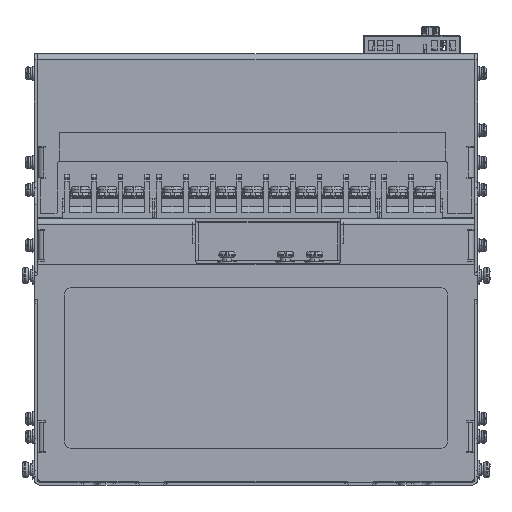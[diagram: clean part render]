
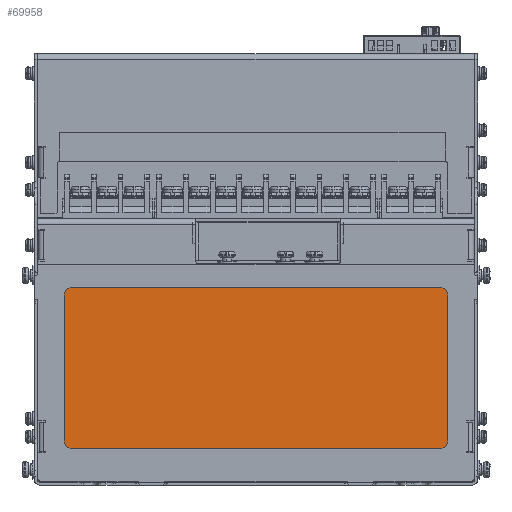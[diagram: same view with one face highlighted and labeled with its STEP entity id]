
A CAD part, front view. The second image highlights one B-rep face of the part: STEP entity #69958.
In plain terms, the highlighted planar face has unit normal (0, -1, 0).
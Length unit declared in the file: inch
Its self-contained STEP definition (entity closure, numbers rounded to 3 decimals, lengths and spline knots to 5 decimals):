
#2534 = DIRECTION ( 'NONE',  ( 1., 0., 0. ) ) ;
#5435 = DIRECTION ( 'NONE',  ( 0., -1., 0. ) ) ;
#8173 = CARTESIAN_POINT ( 'NONE',  ( -2.99213, -5.12498, 3.0315 ) ) ;
#9813 = VERTEX_POINT ( 'NONE', #114839 ) ;
#11260 = VERTEX_POINT ( 'NONE', #145085 ) ;
#13232 = FACE_OUTER_BOUND ( 'NONE', #158918, .T. ) ;
#15588 = CIRCLE ( 'NONE', #60523, 0.11811 ) ;
#27291 = VERTEX_POINT ( 'NONE', #93640 ) ;
#28922 = EDGE_CURVE ( 'NONE', #9813, #126433, #15588, .T. ) ;
#33453 = LINE ( 'NONE', #92457, #151017 ) ;
#35621 = CARTESIAN_POINT ( 'NONE',  ( 3.11024, -5.12498, 4.27165 ) ) ;
#35879 = ORIENTED_EDGE ( 'NONE', *, *, #94085, .T. ) ;
#36544 = LINE ( 'NONE', #35621, #91514 ) ;
#39360 = CARTESIAN_POINT ( 'NONE',  ( -2.99213, -5.12498, 0.55118 ) ) ;
#47893 = AXIS2_PLACEMENT_3D ( 'NONE', #54487, #183854, #168868 ) ;
#48407 = CIRCLE ( 'NONE', #75419, 0.11811 ) ;
#54487 = CARTESIAN_POINT ( 'NONE',  ( 2.99213, -5.12498, 0.66929 ) ) ;
#56520 = AXIS2_PLACEMENT_3D ( 'NONE', #8173, #123443, #180652 ) ;
#56579 = ORIENTED_EDGE ( 'NONE', *, *, #63421, .T. ) ;
#58455 = AXIS2_PLACEMENT_3D ( 'NONE', #185107, #72545, #131619 ) ;
#60523 = AXIS2_PLACEMENT_3D ( 'NONE', #62337, #93231, #164500 ) ;
#61306 = VERTEX_POINT ( 'NONE', #88546 ) ;
#62337 = CARTESIAN_POINT ( 'NONE',  ( 2.99213, -5.12498, 0.66929 ) ) ;
#63421 = EDGE_CURVE ( 'NONE', #97368, #27291, #74436, .T. ) ;
#64402 = ORIENTED_EDGE ( 'NONE', *, *, #161760, .F. ) ;
#69958 = ADVANCED_FACE ( 'NONE', ( #13232 ), #126647, .T. ) ;
#71983 = VERTEX_POINT ( 'NONE', #39360 ) ;
#72545 = DIRECTION ( 'NONE',  ( 0., -1., 0. ) ) ;
#74436 = CIRCLE ( 'NONE', #56520, 0.11811 ) ;
#75154 = EDGE_CURVE ( 'NONE', #61306, #124012, #48407, .T. ) ;
#75419 = AXIS2_PLACEMENT_3D ( 'NONE', #93488, #5435, #105677 ) ;
#78302 = ORIENTED_EDGE ( 'NONE', *, *, #75154, .T. ) ;
#78767 = ORIENTED_EDGE ( 'NONE', *, *, #135970, .T. ) ;
#88546 = CARTESIAN_POINT ( 'NONE',  ( 3.11024, -5.12498, 3.0315 ) ) ;
#88913 = ORIENTED_EDGE ( 'NONE', *, *, #152352, .T. ) ;
#91514 = VECTOR ( 'NONE', #149968, 39.37008 ) ;
#92457 = CARTESIAN_POINT ( 'NONE',  ( -3.53543, -5.12498, 0.55118 ) ) ;
#93231 = DIRECTION ( 'NONE',  ( 0., -1., 0. ) ) ;
#93488 = CARTESIAN_POINT ( 'NONE',  ( 2.99213, -5.12498, 3.0315 ) ) ;
#93640 = CARTESIAN_POINT ( 'NONE',  ( -3.11024, -5.12498, 3.0315 ) ) ;
#94085 = EDGE_CURVE ( 'NONE', #27291, #11260, #171108, .T. ) ;
#97094 = DIRECTION ( 'NONE',  ( 0., 0., -1. ) ) ;
#97368 = VERTEX_POINT ( 'NONE', #181591 ) ;
#98479 = LINE ( 'NONE', #158409, #103145 ) ;
#102943 = ORIENTED_EDGE ( 'NONE', *, *, #28922, .T. ) ;
#103145 = VECTOR ( 'NONE', #142538, 39.37008 ) ;
#103699 = ORIENTED_EDGE ( 'NONE', *, *, #182153, .T. ) ;
#105677 = DIRECTION ( 'NONE',  ( 0., 0., -1. ) ) ;
#106104 = VECTOR ( 'NONE', #97094, 39.37008 ) ;
#106330 = CARTESIAN_POINT ( 'NONE',  ( 3.11024, -5.12498, 0.66929 ) ) ;
#114839 = CARTESIAN_POINT ( 'NONE',  ( 2.99213, -5.12498, 0.55118 ) ) ;
#123443 = DIRECTION ( 'NONE',  ( 0., -1., 0. ) ) ;
#124012 = VERTEX_POINT ( 'NONE', #169177 ) ;
#126433 = VERTEX_POINT ( 'NONE', #106330 ) ;
#126647 = PLANE ( 'NONE',  #47893 ) ;
#128915 = CARTESIAN_POINT ( 'NONE',  ( -3.11024, -5.12498, 4.27165 ) ) ;
#131619 = DIRECTION ( 'NONE',  ( 0., 0., -1. ) ) ;
#135970 = EDGE_CURVE ( 'NONE', #71983, #9813, #33453, .T. ) ;
#142538 = DIRECTION ( 'NONE',  ( -1., 0., 0. ) ) ;
#145085 = CARTESIAN_POINT ( 'NONE',  ( -3.11024, -5.12498, 0.66929 ) ) ;
#149968 = DIRECTION ( 'NONE',  ( 0., 0., -1. ) ) ;
#151017 = VECTOR ( 'NONE', #2534, 39.37008 ) ;
#152352 = EDGE_CURVE ( 'NONE', #11260, #71983, #181256, .T. ) ;
#158409 = CARTESIAN_POINT ( 'NONE',  ( -3.53543, -5.12498, 3.14961 ) ) ;
#158918 = EDGE_LOOP ( 'NONE', ( #64402, #78302, #103699, #56579, #35879, #88913, #78767, #102943 ) ) ;
#161760 = EDGE_CURVE ( 'NONE', #61306, #126433, #36544, .T. ) ;
#164500 = DIRECTION ( 'NONE',  ( 0., 0., -1. ) ) ;
#168868 = DIRECTION ( 'NONE',  ( 0., 0., -1. ) ) ;
#169177 = CARTESIAN_POINT ( 'NONE',  ( 2.99213, -5.12498, 3.14961 ) ) ;
#171108 = LINE ( 'NONE', #128915, #106104 ) ;
#180652 = DIRECTION ( 'NONE',  ( 0., 0., -1. ) ) ;
#181256 = CIRCLE ( 'NONE', #58455, 0.11811 ) ;
#181591 = CARTESIAN_POINT ( 'NONE',  ( -2.99213, -5.12498, 3.14961 ) ) ;
#182153 = EDGE_CURVE ( 'NONE', #124012, #97368, #98479, .T. ) ;
#183854 = DIRECTION ( 'NONE',  ( 0., -1., 0. ) ) ;
#185107 = CARTESIAN_POINT ( 'NONE',  ( -2.99213, -5.12498, 0.66929 ) ) ;
